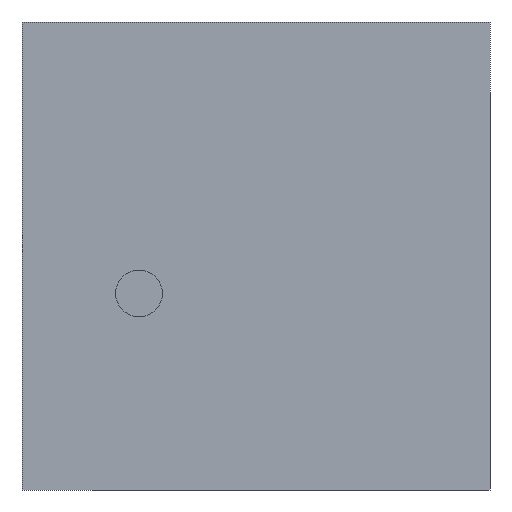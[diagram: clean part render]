
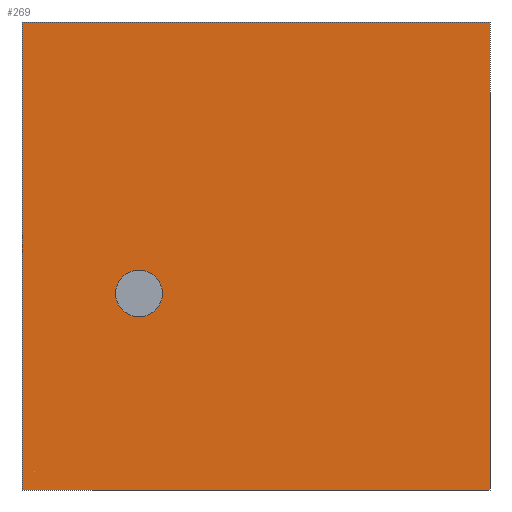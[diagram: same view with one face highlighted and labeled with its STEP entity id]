
A CAD part, front view. The second image highlights one B-rep face of the part: STEP entity #269.
In plain terms, the highlighted planar face has unit normal (0, -1, 0).
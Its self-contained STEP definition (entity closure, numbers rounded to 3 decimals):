
#28=LINE('',#417,#52);
#31=LINE('',#422,#55);
#35=LINE('',#429,#59);
#38=LINE('',#433,#62);
#52=VECTOR('',#344,10.);
#55=VECTOR('',#349,10.);
#59=VECTOR('',#355,10.);
#62=VECTOR('',#360,10.);
#71=PLANE('',#293);
#83=FACE_BOUND('',#122,.T.);
#97=FACE_OUTER_BOUND('',#121,.T.);
#121=EDGE_LOOP('',(#243,#244,#245,#246));
#122=EDGE_LOOP('',(#247));
#131=CIRCLE('',#285,0.5);
#147=VERTEX_POINT('',#400);
#152=VERTEX_POINT('',#415);
#153=VERTEX_POINT('',#416);
#154=VERTEX_POINT('',#421);
#156=VERTEX_POINT('',#428);
#171=EDGE_CURVE('',#147,#147,#131,.T.);
#178=EDGE_CURVE('',#152,#153,#28,.T.);
#181=EDGE_CURVE('',#153,#154,#31,.T.);
#185=EDGE_CURVE('',#154,#156,#35,.T.);
#188=EDGE_CURVE('',#156,#152,#38,.T.);
#243=ORIENTED_EDGE('',*,*,#188,.T.);
#244=ORIENTED_EDGE('',*,*,#178,.T.);
#245=ORIENTED_EDGE('',*,*,#181,.T.);
#246=ORIENTED_EDGE('',*,*,#185,.T.);
#247=ORIENTED_EDGE('',*,*,#171,.T.);
#269=ADVANCED_FACE('',(#97,#83),#71,.F.);
#285=AXIS2_PLACEMENT_3D('',#401,#329,#330);
#293=AXIS2_PLACEMENT_3D('',#434,#361,#362);
#329=DIRECTION('center_axis',(0.,1.,0.));
#330=DIRECTION('ref_axis',(-1.,0.,0.));
#344=DIRECTION('',(0.,0.,-1.));
#349=DIRECTION('',(1.,0.,0.));
#355=DIRECTION('',(0.,0.,1.));
#360=DIRECTION('',(-1.,0.,0.));
#361=DIRECTION('center_axis',(0.,1.,0.));
#362=DIRECTION('ref_axis',(0.,0.,1.));
#400=CARTESIAN_POINT('',(-2.,0.,-0.8));
#401=CARTESIAN_POINT('Origin',(-2.5,0.,-0.8));
#415=CARTESIAN_POINT('',(-5.,0.,5.));
#416=CARTESIAN_POINT('',(-5.,0.,-5.));
#417=CARTESIAN_POINT('',(-5.,0.,5.));
#421=CARTESIAN_POINT('',(5.,0.,-5.));
#422=CARTESIAN_POINT('',(-5.,0.,-5.));
#428=CARTESIAN_POINT('',(5.,0.,5.));
#429=CARTESIAN_POINT('',(5.,0.,-5.));
#433=CARTESIAN_POINT('',(5.,0.,5.));
#434=CARTESIAN_POINT('Origin',(0.,0.,0.));
